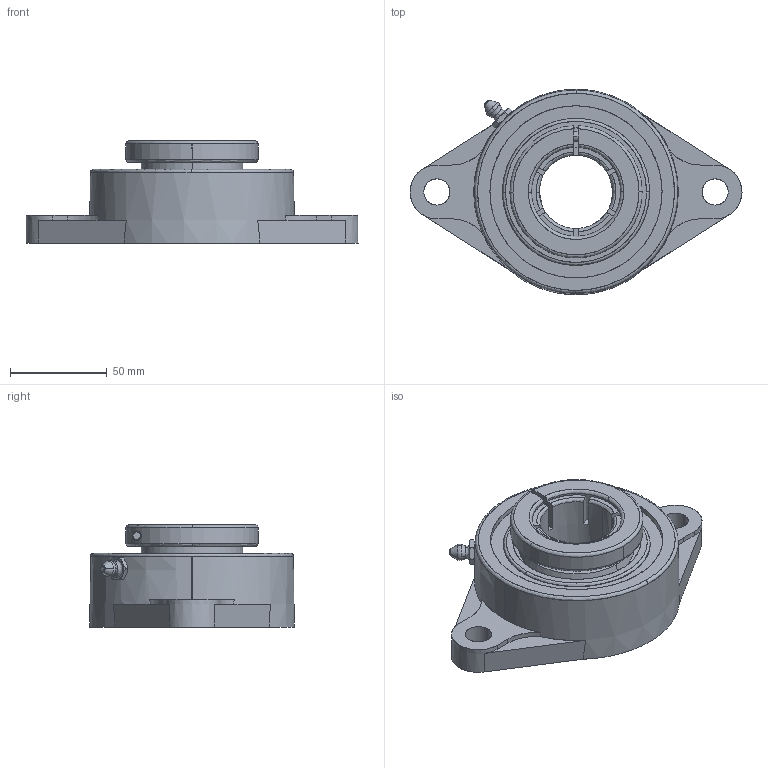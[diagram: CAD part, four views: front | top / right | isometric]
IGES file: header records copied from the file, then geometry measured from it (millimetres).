
Start section: SolidWorks IGES file using analytic representation for surfaces
Global section: file name: SFDEFAU0813631452126.igs; native system: SolidWorks 2017; preprocessor: SolidWorks 2017; author: partstream; date: 170813.063148; units: millimetre
Bounding box: 171.45 x 106.11 x 52.78 mm (x, y, z)
Surface area: 55011.4 mm2 (no closed solid volume)
Topology: 0 solids, 0 shells, 173 faces, 3225 edges, 3234 vertices
Faces by surface type: bspline 99, revolution 74
